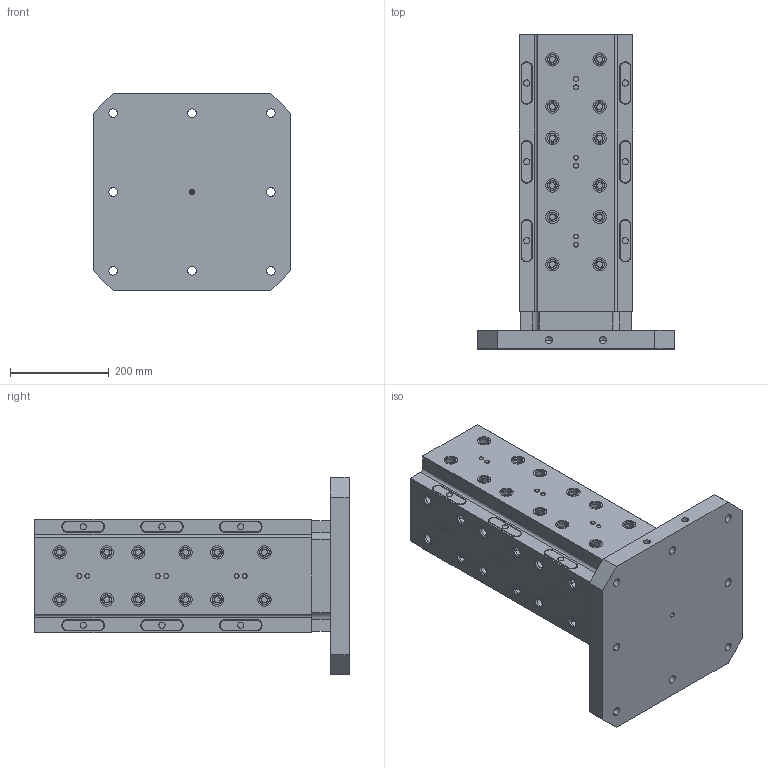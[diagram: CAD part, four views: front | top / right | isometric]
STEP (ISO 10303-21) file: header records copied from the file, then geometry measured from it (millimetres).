
FILE_DESCRIPTION (( 'STEP AP214' ), '1' );
FILE_NAME ('D_RL96A-4004 REV A.STEP', '2021-06-18T15:38:19', ( '' ), ( '' ), 'SwSTEP 2.0', 'SolidWorks 2021', '' );
FILE_SCHEMA (( 'AUTOMOTIVE_DESIGN' ));
Length unit declared in the file: inch
Products named in the file (1): D_RL96A-4004 REV A
Bounding box: 400 x 638.1 x 400 mm (x, y, z)
Volume: 22932849.7 mm3; surface area: 1727766.5 mm2
Topology: 10 solids, 26 shells, 2192 faces, 5154 edges, 3293 vertices
Faces by surface type: cylinder 1290, plane 708, cone 146, torus 48
Entity records: 77485 total; most frequent: CARTESIAN_POINT 16598, DIRECTION 11918, ORIENTED_EDGE 10144, EDGE_CURVE 5072, AXIS2_PLACEMENT_3D 4893, VERTEX_POINT 3293, CIRCLE 2700, EDGE_LOOP 2685
